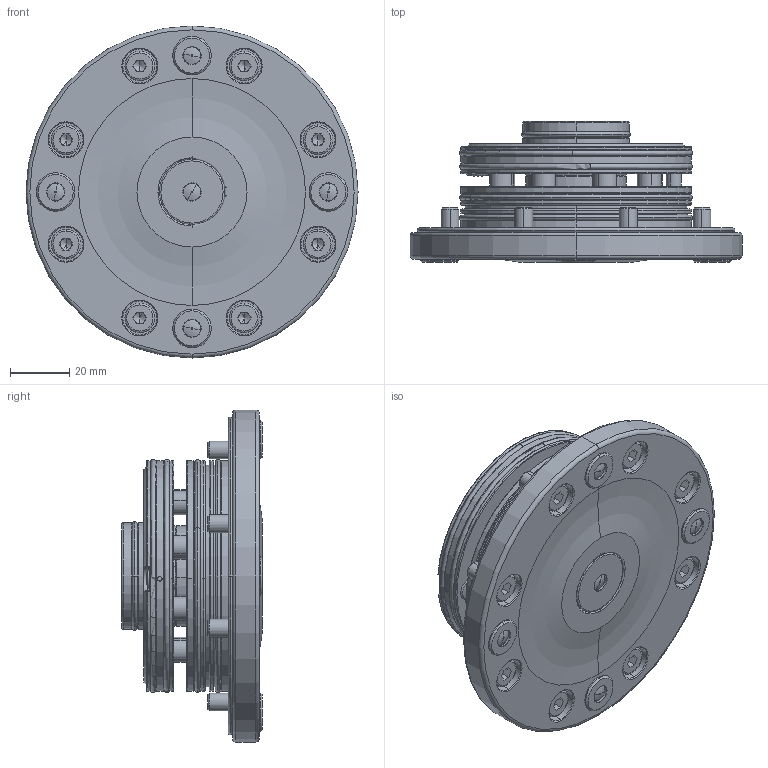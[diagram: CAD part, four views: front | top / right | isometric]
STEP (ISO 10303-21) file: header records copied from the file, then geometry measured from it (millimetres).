
FILE_DESCRIPTION (( 'STEP AP214' ), '1' );
FILE_NAME ('LQNCZ-10.STEP', '2021-01-11T03:40:52', ( 'Dell' ), ( 'Dell' ), 'SwSTEP 2.0', 'SolidWorks 2018', '' );
FILE_SCHEMA (( 'AUTOMOTIVE_DESIGN' ));
Length unit declared in the file: millimetre
Products named in the file (1): LQNCZ-10
Bounding box: 112 x 47.5 x 112 mm (x, y, z)
Volume: 19954.4 mm3; surface area: 61479.7 mm2
Topology: 26 solids, 27 shells, 949 faces, 2128 edges, 1274 vertices
Faces by surface type: plane 285, cylinder 273, cone 185, torus 174, sphere 32
Entity records: 37506 total; most frequent: CARTESIAN_POINT 5199, DIRECTION 5080, ORIENTED_EDGE 4100, AXIS2_PLACEMENT_3D 2139, EDGE_CURVE 2050, VERTEX_POINT 1254, CIRCLE 1190, EDGE_LOOP 1100
